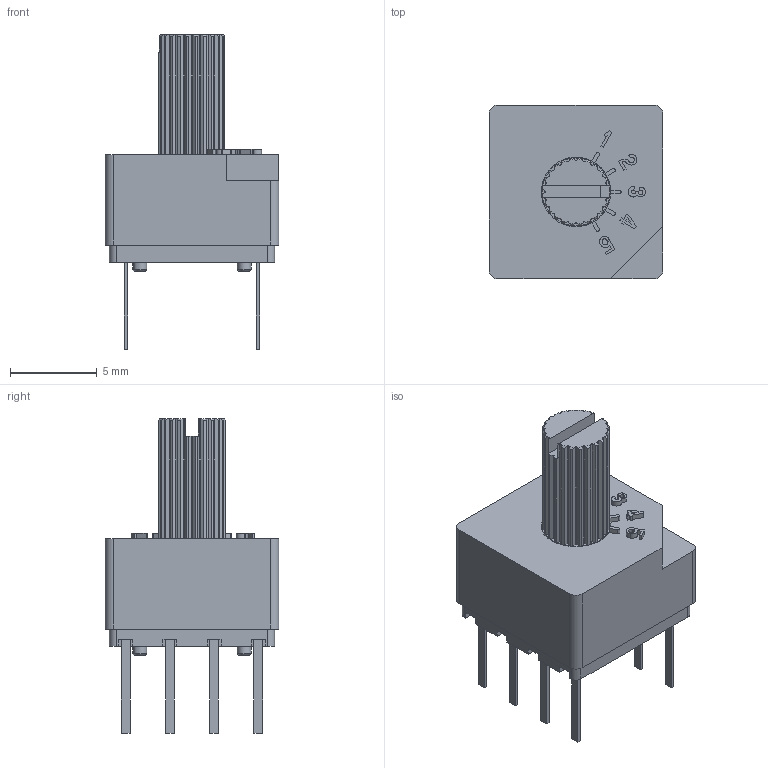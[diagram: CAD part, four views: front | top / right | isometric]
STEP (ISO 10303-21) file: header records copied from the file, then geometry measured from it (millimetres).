
FILE_DESCRIPTION(/* description */ ('STEP AP214'),/* implementation_level */ '2;1');
FILE_NAME(/* name */ 'SS-10-15SP-LE',/* time_stamp */ '2025-04-02T02:46:56+02:00',/* author */ ('License CC BY-ND 4.0'),/* organization */ ('CADENAS'),/* preprocessor_version */ 'ST-DEVELOPER v19.3',/* originating_system */ 'PARTsolutions',/* authorisation */ ' ');
FILE_SCHEMA (('AUTOMOTIVE_DESIGN {1 0 10303 214 3 1 1}'));
Length unit declared in the file: millimetre
Products named in the file (3): SS-10-15SP-LE; SS-10-5-w/o-body; SS-10_5wkwo-knob
Assembly tree (2 placements, depth 2):
  SS-10-15SP-LE
    SS-10-5-w/o-body
    SS-10_5wkwo-knob
Bounding box: 10 x 10 x 18.1 mm (x, y, z)
Volume: 679 mm3; surface area: 700.7 mm2
Topology: 2 solids, 2 shells, 317 faces, 876 edges, 584 vertices
Faces by surface type: plane 233, cylinder 56, cone 24, torus 4
Full cylindrical faces by diameter (mm): 0.8 x4, 3.9 x1, 4 x1
Entity records: 11454 total; most frequent: CARTESIAN_POINT 1902, ORIENTED_EDGE 1720, DIRECTION 1644, EDGE_CURVE 860, LINE 620, VECTOR 620, VERTEX_POINT 578, AXIS2_PLACEMENT_3D 512
